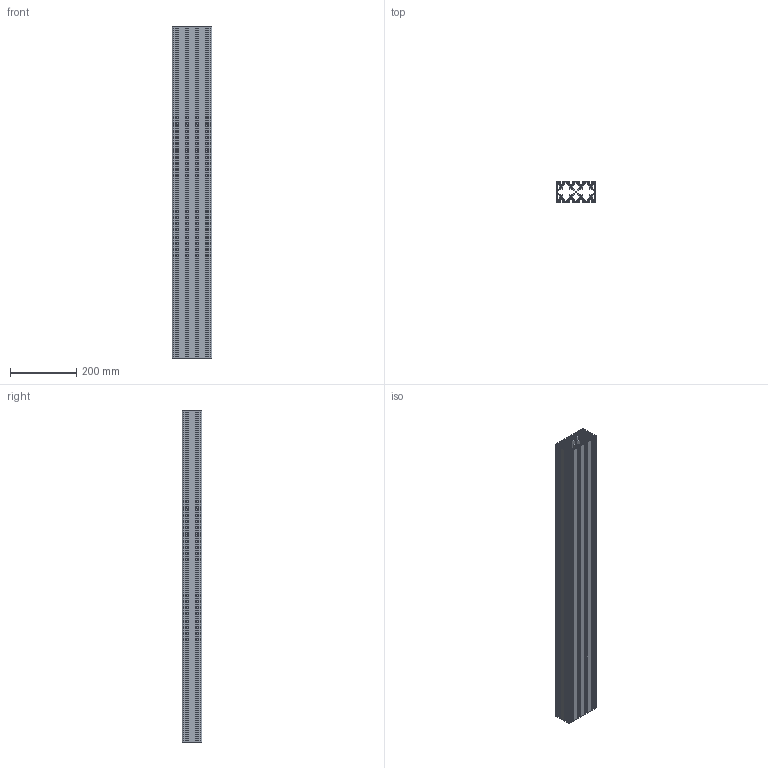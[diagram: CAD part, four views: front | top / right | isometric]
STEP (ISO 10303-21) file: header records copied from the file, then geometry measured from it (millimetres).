
FILE_DESCRIPTION(/* description */ (''),/* implementation_level */ '2;1');
FILE_NAME(/* name */ '10130_KriTec_Profil_6_120x60_leicht.stp',/* time_stamp */ '2014-09-02T09:56:53+02:00',/* author */ ('kostic'),/* organization */ (''),/* preprocessor_version */ 'ST-DEVELOPER v15.2',/* originating_system */ 'Autodesk Inventor 2014',/* authorisation */ '');
FILE_SCHEMA (('AUTOMOTIVE_DESIGN { 1 0 10303 214 3 1 1 }'));
Length unit declared in the file: millimetre
Products named in the file (1): 10130_KriTec_Profil_6_120x60_leicht
Bounding box: 120 x 60 x 1000 mm (x, y, z)
Volume: 1877675.2 mm3; surface area: 1491848.1 mm2
Topology: 1 solids, 1 shells, 538 faces, 1608 edges, 1072 vertices
Faces by surface type: cylinder 272, plane 266
Full cylindrical faces by diameter (mm): 5 x8
Entity records: 18301 total; most frequent: DIRECTION 3222, CARTESIAN_POINT 3211, ORIENTED_EDGE 3200, EDGE_CURVE 1600, AXIS2_PLACEMENT_3D 1083, VERTEX_POINT 1072, LINE 1056, VECTOR 1056
